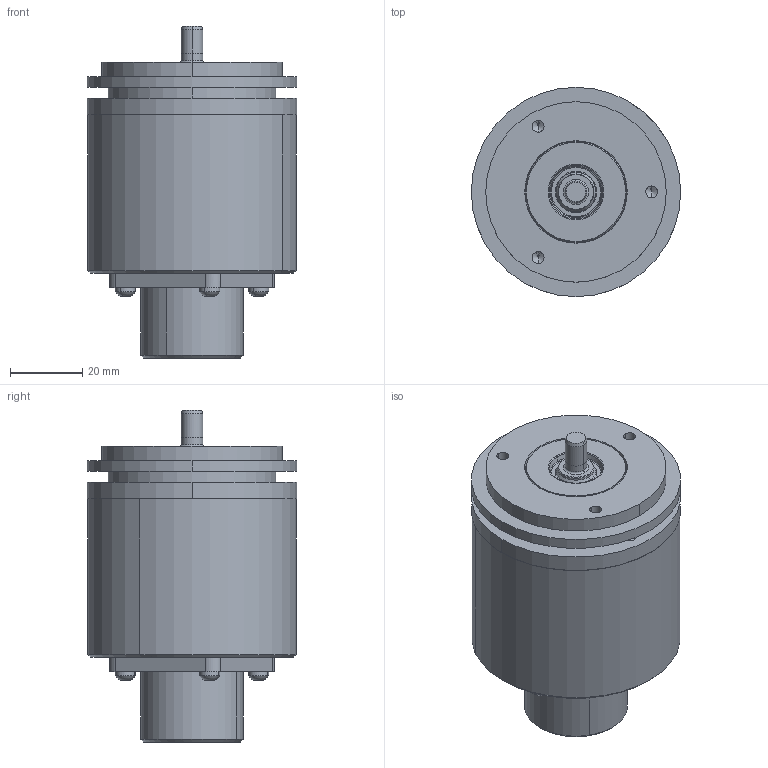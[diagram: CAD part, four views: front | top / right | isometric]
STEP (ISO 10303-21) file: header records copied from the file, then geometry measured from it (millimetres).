
FILE_DESCRIPTION((''),'2;1');
FILE_NAME('535029','2010-11-10T',('se2802'),(''),'PRO/ENGINEER BY PARAMETRIC TECHNOLOGY CORPORATION, 2010180','PRO/ENGINEER BY PARAMETRIC TECHNOLOGY CORPORATION, 2010180','');
FILE_SCHEMA(('CONFIG_CONTROL_DESIGN'));
Length unit declared in the file: millimetre
Products named in the file (1): 535029
Bounding box: 58 x 58 x 92 mm (x, y, z)
Volume: 156181.5 mm3; surface area: 24898.6 mm2
Topology: 1 solids, 2 shells, 1216 faces, 3250 edges, 2141 vertices
Faces by surface type: plane 566, extrusion 324, cylinder 260, cone 28, torus 24, sphere 14
Entity records: 41807 total; most frequent: CARTESIAN_POINT 12162, ORIENTED_EDGE 6488, DIRECTION 5380, EDGE_CURVE 3244, VERTEX_POINT 2141, VECTOR 2000, AXIS2_PLACEMENT_3D 1690, LINE 1676
